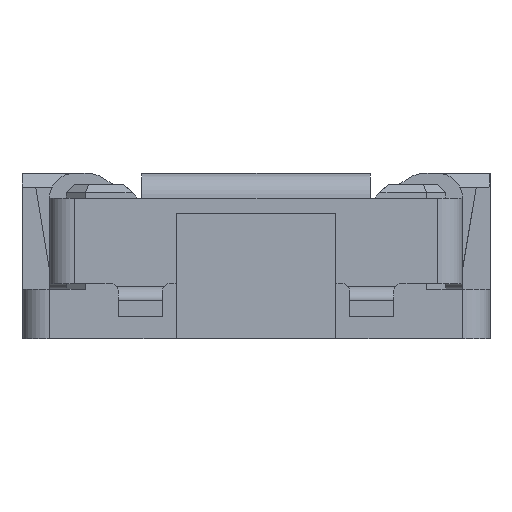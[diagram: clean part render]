
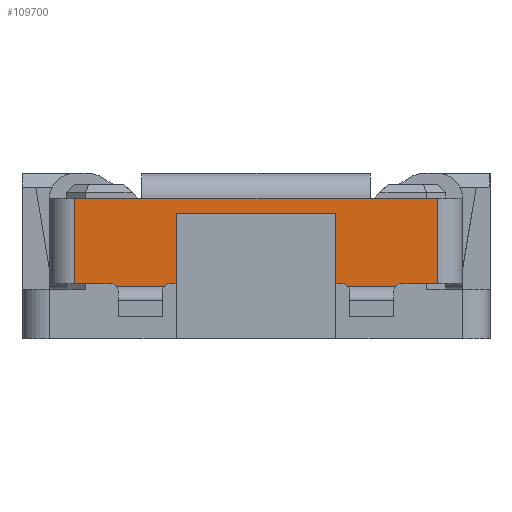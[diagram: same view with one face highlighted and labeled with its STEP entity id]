
A CAD part, left-side view. The second image highlights one B-rep face of the part: STEP entity #109700.
In plain terms, the highlighted face is planar.
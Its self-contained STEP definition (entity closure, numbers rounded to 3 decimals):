
#84780=CARTESIAN_POINT('',(3.45,-0.53,
2.265));
#84790=VERTEX_POINT('',#84780);
#84820=CARTESIAN_POINT('',(3.45,-0.53,
2.265));
#84830=DIRECTION('',(-1.,0.,0.));
#84840=VECTOR('',#84830,1.);
#84850=LINE('',#84820,#84840);
#84860=CARTESIAN_POINT('',(3.205,-0.53,
2.265));
#84870=VERTEX_POINT('',#84860);
#84880=EDGE_CURVE('',#84790,#84870,#84850,.T.);
#88810=CARTESIAN_POINT('',(2.26,-0.22,
2.265));
#88820=VERTEX_POINT('',#88810);
#89390=CARTESIAN_POINT('',(2.13,-0.22,
2.265));
#89400=VERTEX_POINT('',#89390);
#89430=CARTESIAN_POINT('',(2.26,-0.22,
2.265));
#89440=DIRECTION('',(-1.,0.,0.));
#89450=VECTOR('',#89440,1.);
#89460=LINE('',#89430,#89450);
#89470=EDGE_CURVE('',#88820,#89400,#89460,.T.);
#89950=CARTESIAN_POINT('',(2.5,-0.22,
2.265));
#89960=VERTEX_POINT('',#89950);
#89990=CARTESIAN_POINT('',(2.5,-0.445,
2.265));
#90000=DIRECTION('',(0.,1.,0.));
#90010=VECTOR('',#90000,1.);
#90020=LINE('',#89990,#90010);
#90030=CARTESIAN_POINT('',(2.5,-0.445,
2.265));
#90040=VERTEX_POINT('',#90030);
#90050=EDGE_CURVE('',#90040,#89960,#90020,.T.);
#90830=CARTESIAN_POINT('',(3.08,-0.445,
2.265));
#90840=VERTEX_POINT('',#90830);
#90870=CARTESIAN_POINT('',(3.08,-0.445,
2.265));
#90880=DIRECTION('',(0.,1.,0.));
#90890=VECTOR('',#90880,1.);
#90900=LINE('',#90870,#90890);
#90910=CARTESIAN_POINT('',(3.08,-0.22,
2.265));
#90920=VERTEX_POINT('',#90910);
#90930=EDGE_CURVE('',#90840,#90920,#90900,.T.);
#108470=CARTESIAN_POINT('',(2.5,-0.445,
2.265));
#108480=DIRECTION('',(1.,0.,0.));
#108490=VECTOR('',#108480,1.);
#108500=LINE('',#108470,#108490);
#108510=EDGE_CURVE('',#90040,#90840,#108500,.T.);
#108560=CARTESIAN_POINT('',(3.205,-0.49,
2.265));
#108570=DIRECTION('',(0.,0.,1.));
#108580=DIRECTION('',(0.,1.,0.));
#108590=AXIS2_PLACEMENT_3D('',#108560,#108570,#108580);
#108600=PLANE('',#108590);
#108610=ORIENTED_EDGE('',*,*,#108510,.T.);
#108620=ORIENTED_EDGE('',*,*,#90050,.F.);
#108630=CARTESIAN_POINT('',(2.5,-0.22,
2.265));
#108640=DIRECTION('',(-1.,0.,0.));
#108650=VECTOR('',#108640,1.);
#108660=LINE('',#108630,#108650);
#108670=CARTESIAN_POINT('',(2.48,-0.22,
2.265));
#108680=VERTEX_POINT('',#108670);
#108690=EDGE_CURVE('',#89960,#108680,#108660,.T.);
#108700=ORIENTED_EDGE('',*,*,#108690,.F.);
#108710=CARTESIAN_POINT('',(2.48,-0.19,
2.265));
#108720=DIRECTION('',(0.,0.,1.));
#108730=DIRECTION('',(-0.745,-0.667,
0.));
#108740=AXIS2_PLACEMENT_3D('',#108710,#108720,#108730);
#108750=CIRCLE('',#108740,0.03);
#108760=CARTESIAN_POINT('',(2.458,-0.21,
2.265));
#108770=VERTEX_POINT('',#108760);
#108780=EDGE_CURVE('',#108770,#108680,#108750,.T.);
#108790=ORIENTED_EDGE('',*,*,#108780,.T.);
#108800=CARTESIAN_POINT('',(2.458,-0.21,
2.265));
#108810=DIRECTION('',(-1.,0.,0.));
#108820=VECTOR('',#108810,1.);
#108830=LINE('',#108800,#108820);
#108840=CARTESIAN_POINT('',(2.282,-0.21,
2.265));
#108850=VERTEX_POINT('',#108840);
#108860=EDGE_CURVE('',#108770,#108850,#108830,.T.);
#108870=ORIENTED_EDGE('',*,*,#108860,.F.);
#108880=CARTESIAN_POINT('',(2.26,-0.19,
2.265));
#108890=DIRECTION('',(0.,0.,1.));
#108900=DIRECTION('',(0.,-1.,0.));
#108910=AXIS2_PLACEMENT_3D('',#108880,#108890,#108900);
#108920=CIRCLE('',#108910,0.03);
#108930=EDGE_CURVE('',#88820,#108850,#108920,.T.);
#108940=ORIENTED_EDGE('',*,*,#108930,.T.);
#108950=ORIENTED_EDGE('',*,*,#89470,.F.);
#108960=CARTESIAN_POINT('',(2.13,-0.22,
2.265));
#108970=DIRECTION('',(0.,-1.,0.));
#108980=VECTOR('',#108970,1.);
#108990=LINE('',#108960,#108980);
#109000=CARTESIAN_POINT('',(2.13,-0.53,
2.265));
#109010=VERTEX_POINT('',#109000);
#109020=EDGE_CURVE('',#89400,#109010,#108990,.T.);
#109030=ORIENTED_EDGE('',*,*,#109020,.F.);
#109040=CARTESIAN_POINT('',(2.375,-0.53,
2.265));
#109050=DIRECTION('',(-1.,0.,0.));
#109060=VECTOR('',#109050,1.);
#109070=LINE('',#109040,#109060);
#109080=CARTESIAN_POINT('',(2.375,-0.53,
2.265));
#109090=VERTEX_POINT('',#109080);
#109100=EDGE_CURVE('',#109090,#109010,#109070,.T.);
#109110=ORIENTED_EDGE('',*,*,#109100,.T.);
#109120=CARTESIAN_POINT('',(2.375,-0.53,
2.265));
#109130=DIRECTION('',(1.,0.,0.));
#109140=VECTOR('',#109130,1.);
#109150=LINE('',#109120,#109140);
#109160=EDGE_CURVE('',#109090,#84870,#109150,.T.);
#109170=ORIENTED_EDGE('',*,*,#109160,.F.);
#109180=ORIENTED_EDGE('',*,*,#84880,.T.);
#109190=CARTESIAN_POINT('',(3.45,-0.53,
2.265));
#109200=DIRECTION('',(0.,1.,0.));
#109210=VECTOR('',#109200,1.);
#109220=LINE('',#109190,#109210);
#109230=CARTESIAN_POINT('',(3.45,-0.22,
2.265));
#109240=VERTEX_POINT('',#109230);
#109250=EDGE_CURVE('',#84790,#109240,#109220,.T.);
#109260=ORIENTED_EDGE('',*,*,#109250,.F.);
#109270=CARTESIAN_POINT('',(3.45,-0.22,
2.265));
#109280=DIRECTION('',(-1.,0.,0.));
#109290=VECTOR('',#109280,1.);
#109300=LINE('',#109270,#109290);
#109310=CARTESIAN_POINT('',(3.32,-0.22,
2.265));
#109320=VERTEX_POINT('',#109310);
#109330=EDGE_CURVE('',#109240,#109320,#109300,.T.);
#109340=ORIENTED_EDGE('',*,*,#109330,.F.);
#109350=CARTESIAN_POINT('',(3.32,-0.19,
2.265));
#109360=DIRECTION('',(0.,0.,1.));
#109370=DIRECTION('',(-0.745,-0.667,
0.));
#109380=AXIS2_PLACEMENT_3D('',#109350,#109360,#109370);
#109390=CIRCLE('',#109380,0.03);
#109400=CARTESIAN_POINT('',(3.298,-0.21,
2.265));
#109410=VERTEX_POINT('',#109400);
#109420=EDGE_CURVE('',#109410,#109320,#109390,.T.);
#109430=ORIENTED_EDGE('',*,*,#109420,.T.);
#109440=CARTESIAN_POINT('',(3.298,-0.21,
2.265));
#109450=DIRECTION('',(-1.,0.,0.));
#109460=VECTOR('',#109450,1.);
#109470=LINE('',#109440,#109460);
#109480=CARTESIAN_POINT('',(3.122,-0.21,
2.265));
#109490=VERTEX_POINT('',#109480);
#109500=EDGE_CURVE('',#109410,#109490,#109470,.T.);
#109510=ORIENTED_EDGE('',*,*,#109500,.F.);
#109520=CARTESIAN_POINT('',(3.1,-0.19,
2.265));
#109530=DIRECTION('',(0.,0.,1.));
#109540=DIRECTION('',(0.,-1.,0.));
#109550=AXIS2_PLACEMENT_3D('',#109520,#109530,#109540);
#109560=CIRCLE('',#109550,0.03);
#109570=CARTESIAN_POINT('',(3.1,-0.22,
2.265));
#109580=VERTEX_POINT('',#109570);
#109590=EDGE_CURVE('',#109580,#109490,#109560,.T.);
#109600=ORIENTED_EDGE('',*,*,#109590,.T.);
#109610=CARTESIAN_POINT('',(3.1,-0.22,
2.265));
#109620=DIRECTION('',(-1.,0.,0.));
#109630=VECTOR('',#109620,1.);
#109640=LINE('',#109610,#109630);
#109650=EDGE_CURVE('',#109580,#90920,#109640,.T.);
#109660=ORIENTED_EDGE('',*,*,#109650,.F.);
#109670=ORIENTED_EDGE('',*,*,#90930,.T.);
#109680=EDGE_LOOP('',(#109670,#109660,#109600,#109510,#109430,#109340,
#109260,#109180,#109170,#109110,#109030,#108950,#108940,#108870,#108790,
#108700,#108620,#108610));
#109690=FACE_OUTER_BOUND('',#109680,.T.);
#109700=ADVANCED_FACE('',(#109690),#108600,.F.);
